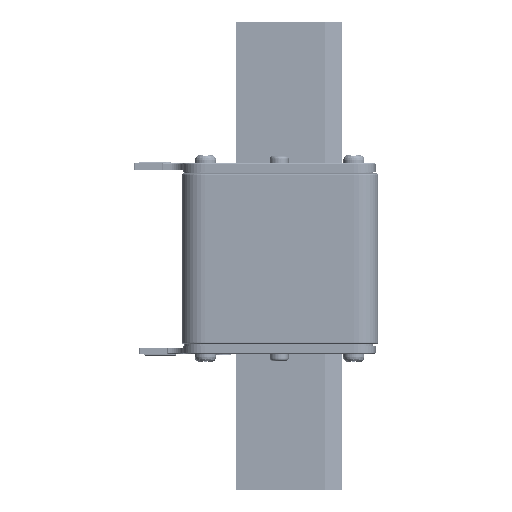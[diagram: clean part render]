
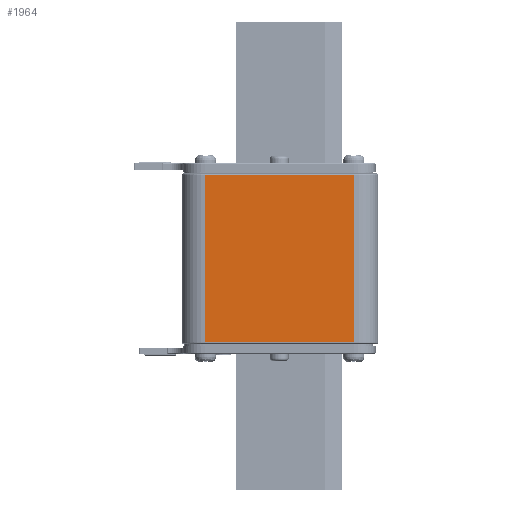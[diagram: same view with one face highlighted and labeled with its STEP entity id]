
A CAD part, left-side view. The second image highlights one B-rep face of the part: STEP entity #1964.
In plain terms, the highlighted planar face has unit normal (-1, 0, 0).
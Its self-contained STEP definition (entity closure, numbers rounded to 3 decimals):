
#1270=FACE_OUTER_BOUND('',#5631,.T.);
#1964=ADVANCED_FACE('',(#1270),#2565,.F.);
#2565=PLANE('',#13926);
#3387=LINE('',#60655,#4383);
#3388=LINE('',#60659,#4384);
#3389=LINE('',#60661,#4385);
#3390=LINE('',#60663,#4386);
#4383=VECTOR('',#16436,1.);
#4384=VECTOR('',#16441,1.);
#4385=VECTOR('',#16442,1.);
#4386=VECTOR('',#16443,1.);
#5631=EDGE_LOOP('',(#8321,#8322,#8323,#8324));
#8321=ORIENTED_EDGE('',*,*,#12126,.T.);
#8322=ORIENTED_EDGE('',*,*,#12128,.T.);
#8323=ORIENTED_EDGE('',*,*,#12129,.F.);
#8324=ORIENTED_EDGE('',*,*,#12130,.T.);
#10494=VERTEX_POINT('',#60654);
#10495=VERTEX_POINT('',#60656);
#10496=VERTEX_POINT('',#60660);
#10497=VERTEX_POINT('',#60662);
#12126=EDGE_CURVE('',#10495,#10494,#3387,.T.);
#12128=EDGE_CURVE('',#10494,#10496,#3388,.T.);
#12129=EDGE_CURVE('',#10497,#10496,#3389,.T.);
#12130=EDGE_CURVE('',#10497,#10495,#3390,.T.);
#13926=AXIS2_PLACEMENT_3D('',#60664,#16444,#16445);
#16436=DIRECTION('',(0.,0.,-1.));
#16441=DIRECTION('',(0.,-1.,0.));
#16442=DIRECTION('',(0.,0.,-1.));
#16443=DIRECTION('',(0.,1.,0.));
#16444=DIRECTION('',(1.,0.,0.));
#16445=DIRECTION('',(0.,1.,0.));
#60654=CARTESIAN_POINT('',(-62.,52.887,0.5));
#60655=CARTESIAN_POINT('',(-62.,52.887,64.));
#60656=CARTESIAN_POINT('',(-62.,52.887,63.5));
#60659=CARTESIAN_POINT('',(-62.,52.887,0.5));
#60660=CARTESIAN_POINT('',(-62.,-3.113,0.5));
#60661=CARTESIAN_POINT('',(-62.,-3.113,64.));
#60662=CARTESIAN_POINT('',(-62.,-3.113,63.5));
#60663=CARTESIAN_POINT('',(-62.,52.887,63.5));
#60664=CARTESIAN_POINT('',(-62.,52.887,64.));
